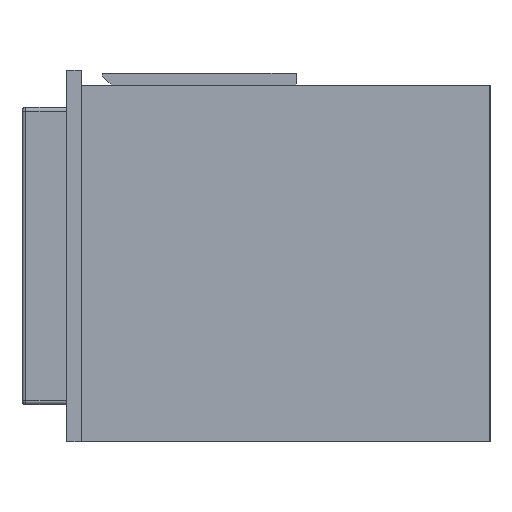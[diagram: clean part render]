
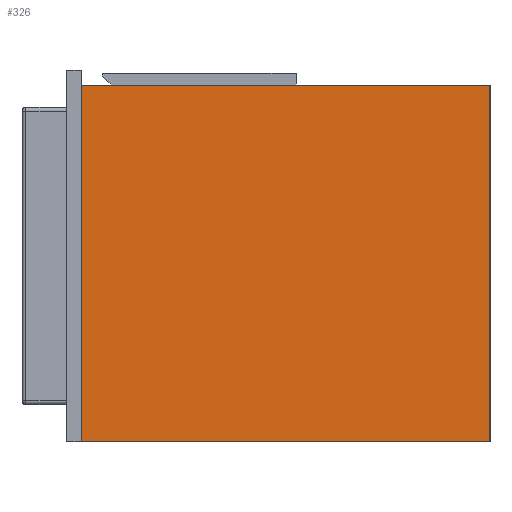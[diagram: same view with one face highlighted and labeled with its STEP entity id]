
A CAD part, left-side view. The second image highlights one B-rep face of the part: STEP entity #326.
In plain terms, the highlighted planar face has unit normal (-1, 0, 0).
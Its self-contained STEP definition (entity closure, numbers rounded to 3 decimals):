
#169 = DIRECTION ( 'NONE',  ( 0., 0., -1. ) ) ;
#210 = CARTESIAN_POINT ( 'NONE',  ( -894., -275., 480. ) ) ;
#326 = ADVANCED_FACE ( 'NONE', ( #4361 ), #2531, .T. ) ;
#761 = DIRECTION ( 'NONE',  ( 0., 0., -1. ) ) ;
#861 = LINE ( 'NONE', #1451, #3977 ) ;
#1116 = ORIENTED_EDGE ( 'NONE', *, *, #4457, .F. ) ;
#1237 = VERTEX_POINT ( 'NONE', #4229 ) ;
#1287 = VECTOR ( 'NONE', #761, 1000. ) ;
#1295 = DIRECTION ( 'NONE',  ( 0., 1., 0. ) ) ;
#1451 = CARTESIAN_POINT ( 'NONE',  ( -894., 275., 480. ) ) ;
#1567 = AXIS2_PLACEMENT_3D ( 'NONE', #5175, #2513, #3418 ) ;
#1735 = EDGE_LOOP ( 'NONE', ( #1116, #4272, #3053, #5752 ) ) ;
#1787 = EDGE_CURVE ( 'NONE', #3544, #5464, #861, .T. ) ;
#1852 = DIRECTION ( 'NONE',  ( 0., 1., 0. ) ) ;
#2297 = CARTESIAN_POINT ( 'NONE',  ( -894., -275., 0. ) ) ;
#2308 = CARTESIAN_POINT ( 'NONE',  ( -894., 275., 480. ) ) ;
#2418 = VECTOR ( 'NONE', #169, 1000. ) ;
#2450 = LINE ( 'NONE', #4287, #1287 ) ;
#2513 = DIRECTION ( 'NONE',  ( -1., 0., 0. ) ) ;
#2531 = PLANE ( 'NONE',  #1567 ) ;
#2538 = CARTESIAN_POINT ( 'NONE',  ( -894., -275., 480. ) ) ;
#3053 = ORIENTED_EDGE ( 'NONE', *, *, #1787, .T. ) ;
#3418 = DIRECTION ( 'NONE',  ( 0., -1., 0. ) ) ;
#3542 = EDGE_CURVE ( 'NONE', #5464, #1237, #2450, .T. ) ;
#3544 = VERTEX_POINT ( 'NONE', #2538 ) ;
#3605 = LINE ( 'NONE', #210, #2418 ) ;
#3977 = VECTOR ( 'NONE', #1852, 1000. ) ;
#4149 = VECTOR ( 'NONE', #1295, 1000. ) ;
#4229 = CARTESIAN_POINT ( 'NONE',  ( -894., 275., 0. ) ) ;
#4272 = ORIENTED_EDGE ( 'NONE', *, *, #4733, .F. ) ;
#4287 = CARTESIAN_POINT ( 'NONE',  ( -894., 275., 480. ) ) ;
#4361 = FACE_OUTER_BOUND ( 'NONE', #1735, .T. ) ;
#4373 = LINE ( 'NONE', #5337, #4149 ) ;
#4457 = EDGE_CURVE ( 'NONE', #4528, #1237, #4373, .T. ) ;
#4528 = VERTEX_POINT ( 'NONE', #2297 ) ;
#4733 = EDGE_CURVE ( 'NONE', #3544, #4528, #3605, .T. ) ;
#5175 = CARTESIAN_POINT ( 'NONE',  ( -894., 275., 480. ) ) ;
#5337 = CARTESIAN_POINT ( 'NONE',  ( -894., 275., 0. ) ) ;
#5464 = VERTEX_POINT ( 'NONE', #2308 ) ;
#5752 = ORIENTED_EDGE ( 'NONE', *, *, #3542, .T. ) ;
